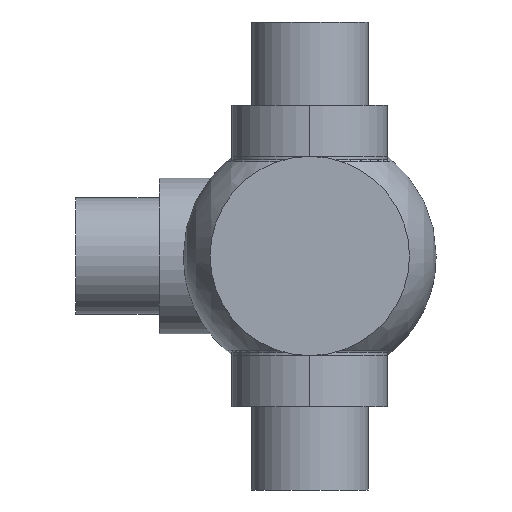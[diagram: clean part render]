
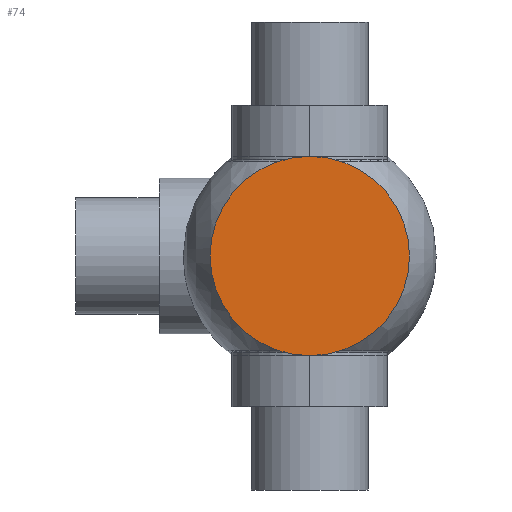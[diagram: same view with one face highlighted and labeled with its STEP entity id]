
A CAD part, front view. The second image highlights one B-rep face of the part: STEP entity #74.
In plain terms, the highlighted planar face has unit normal (0, -1, 0).
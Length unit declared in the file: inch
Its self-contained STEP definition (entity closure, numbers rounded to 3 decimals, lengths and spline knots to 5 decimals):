
#2 = FACE_OUTER_BOUND ( 'NONE', #82, .T. ) ;
#74 = ADVANCED_FACE ( 'NONE', ( #2 ), #616, .F. ) ;
#82 = EDGE_LOOP ( 'NONE', ( #659, #697 ) ) ;
#173 = AXIS2_PLACEMENT_3D ( 'NONE', #2111, #2268, #520 ) ;
#273 = CIRCLE ( 'NONE', #1557, 2.5625 ) ;
#275 = DIRECTION ( 'NONE',  ( 0., 1., 0. ) ) ;
#520 = DIRECTION ( 'NONE',  ( 0., 0., 1. ) ) ;
#531 = VERTEX_POINT ( 'NONE', #2399 ) ;
#585 = CIRCLE ( 'NONE', #2210, 2.5625 ) ;
#616 = PLANE ( 'NONE',  #173 ) ;
#659 = ORIENTED_EDGE ( 'NONE', *, *, #1415, .F. ) ;
#697 = ORIENTED_EDGE ( 'NONE', *, *, #1615, .F. ) ;
#727 = CARTESIAN_POINT ( 'NONE',  ( 0., -10.257, 0. ) ) ;
#928 = DIRECTION ( 'NONE',  ( 0., 0., 1. ) ) ;
#1415 = EDGE_CURVE ( 'NONE', #531, #1472, #585, .T. ) ;
#1461 = CARTESIAN_POINT ( 'NONE',  ( 0., -10.257, 0. ) ) ;
#1472 = VERTEX_POINT ( 'NONE', #2400 ) ;
#1557 = AXIS2_PLACEMENT_3D ( 'NONE', #727, #2076, #928 ) ;
#1615 = EDGE_CURVE ( 'NONE', #1472, #531, #273, .T. ) ;
#1647 = DIRECTION ( 'NONE',  ( 0., 0., 1. ) ) ;
#2076 = DIRECTION ( 'NONE',  ( 0., 1., 0. ) ) ;
#2111 = CARTESIAN_POINT ( 'NONE',  ( 0., -10.257, 0. ) ) ;
#2210 = AXIS2_PLACEMENT_3D ( 'NONE', #1461, #275, #1647 ) ;
#2268 = DIRECTION ( 'NONE',  ( 0., 1., 0. ) ) ;
#2399 = CARTESIAN_POINT ( 'NONE',  ( 0., -10.257, 2.5625 ) ) ;
#2400 = CARTESIAN_POINT ( 'NONE',  ( 0., -10.257, -2.5625 ) ) ;
